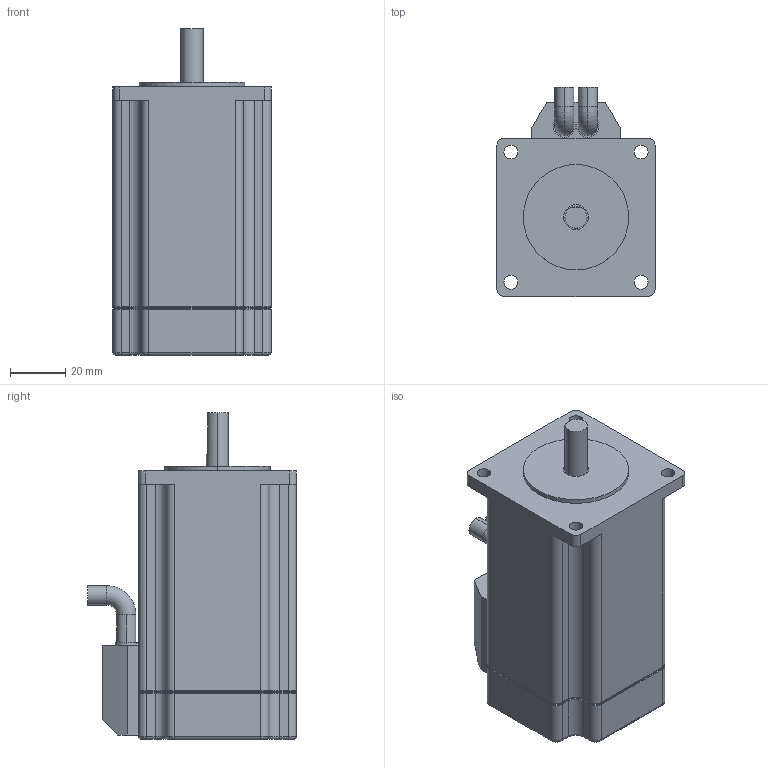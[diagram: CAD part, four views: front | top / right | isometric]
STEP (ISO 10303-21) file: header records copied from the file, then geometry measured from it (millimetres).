
FILE_DESCRIPTION (( 'STEP AP214' ), '1' );
FILE_NAME ('ES-M32320.STEP', '2021-02-11T08:48:00', ( '' ), ( '' ), 'SwSTEP 2.0', 'SolidWorks 2018', '' );
FILE_SCHEMA (( 'AUTOMOTIVE_DESIGN' ));
Length unit declared in the file: millimetre
Products named in the file (1): ES-M32320
Bounding box: 57.15 x 75.58 x 118 mm (x, y, z)
Volume: 295934.7 mm3; surface area: 30542.6 mm2
Topology: 1 solids, 1 shells, 251 faces, 602 edges, 360 vertices
Faces by surface type: cylinder 123, torus 64, plane 64
Entity records: 7397 total; most frequent: DIRECTION 1426, CARTESIAN_POINT 1224, ORIENTED_EDGE 1204, EDGE_CURVE 602, AXIS2_PLACEMENT_3D 574, VERTEX_POINT 360, CIRCLE 322, VECTOR 278
